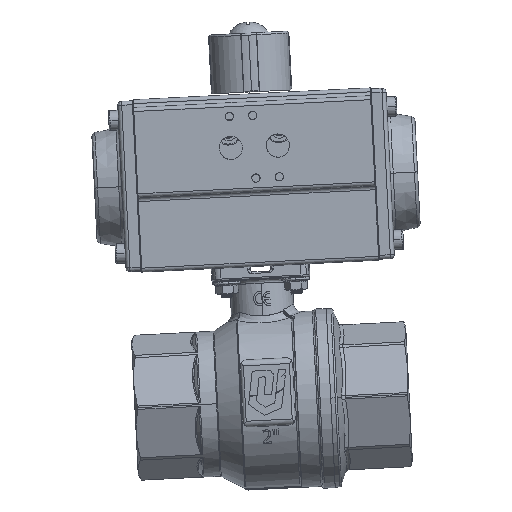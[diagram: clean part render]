
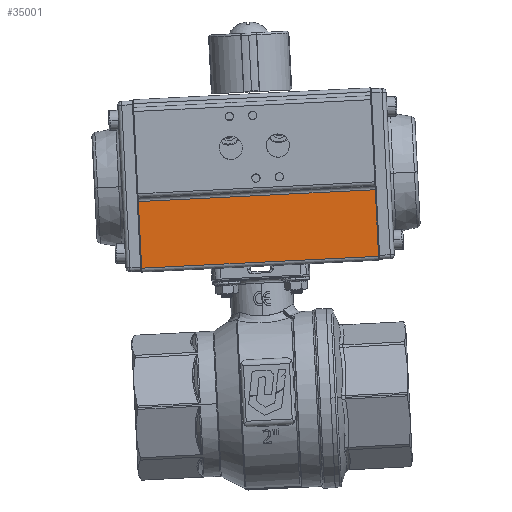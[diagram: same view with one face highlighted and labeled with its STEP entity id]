
A CAD part, front view. The second image highlights one B-rep face of the part: STEP entity #35001.
In plain terms, the highlighted planar face has unit normal (0, 1, 0).
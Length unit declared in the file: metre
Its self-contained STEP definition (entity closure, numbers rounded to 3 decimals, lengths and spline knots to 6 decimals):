
#879 = EDGE_CURVE ( 'NONE', #21998, #41604, #92604, .T. ) ;
#6323 = ORIENTED_EDGE ( 'NONE', *, *, #54682, .T. ) ;
#9404 = ORIENTED_EDGE ( 'NONE', *, *, #37148, .T. ) ;
#10943 = CARTESIAN_POINT ( 'NONE',  ( -0.084854, -0.060341, 0.229445 ) ) ;
#11883 = DIRECTION ( 'NONE',  ( -0.05, 0., 0.999 ) ) ;
#12381 = VECTOR ( 'NONE', #24353, 1. ) ;
#13546 = AXIS2_PLACEMENT_3D ( 'NONE', #10943, #25810, #11883 ) ;
#21998 = VERTEX_POINT ( 'NONE', #82871 ) ;
#22408 = VECTOR ( 'NONE', #53883, 1. ) ;
#24353 = DIRECTION ( 'NONE',  ( -0.05, 0., 0.999 ) ) ;
#24522 = CARTESIAN_POINT ( 'NONE',  ( -0.084854, -0.060341, 0.229445 ) ) ;
#25320 = CARTESIAN_POINT ( 'NONE',  ( -0.084854, -0.060341, 0.229445 ) ) ;
#25810 = DIRECTION ( 'NONE',  ( 0., 1., 0. ) ) ;
#32159 = EDGE_LOOP ( 'NONE', ( #54901, #33134, #6323, #9404 ) ) ;
#33134 = ORIENTED_EDGE ( 'NONE', *, *, #879, .T. ) ;
#35001 = ADVANCED_FACE ( 'NONE', ( #94620 ), #87889, .T. ) ;
#37148 = EDGE_CURVE ( 'NONE', #88857, #39894, #83332, .T. ) ;
#39894 = VERTEX_POINT ( 'NONE', #57574 ) ;
#40030 = VECTOR ( 'NONE', #49275, 1. ) ;
#40517 = CARTESIAN_POINT ( 'NONE',  ( -0.083154, -0.060341, 0.195487 ) ) ;
#41604 = VERTEX_POINT ( 'NONE', #46164 ) ;
#43442 = CARTESIAN_POINT ( 'NONE',  ( -0.083154, -0.060341, 0.195487 ) ) ;
#46164 = CARTESIAN_POINT ( 'NONE',  ( 0.037695, -0.060341, 0.201538 ) ) ;
#46200 = LINE ( 'NONE', #24522, #22408 ) ;
#48217 = VECTOR ( 'NONE', #49048, 1. ) ;
#49048 = DIRECTION ( 'NONE',  ( 0.05, 0., -0.999 ) ) ;
#49275 = DIRECTION ( 'NONE',  ( -0.999, 0., -0.05 ) ) ;
#53883 = DIRECTION ( 'NONE',  ( 0.999, 0., 0.05 ) ) ;
#54682 = EDGE_CURVE ( 'NONE', #41604, #88857, #85599, .T. ) ;
#54901 = ORIENTED_EDGE ( 'NONE', *, *, #59525, .T. ) ;
#57574 = CARTESIAN_POINT ( 'NONE',  ( -0.084854, -0.060341, 0.229445 ) ) ;
#59525 = EDGE_CURVE ( 'NONE', #39894, #21998, #46200, .T. ) ;
#64345 = CARTESIAN_POINT ( 'NONE',  ( 0.035995, -0.060341, 0.235495 ) ) ;
#82871 = CARTESIAN_POINT ( 'NONE',  ( 0.035995, -0.060341, 0.235495 ) ) ;
#83332 = LINE ( 'NONE', #25320, #12381 ) ;
#85599 = LINE ( 'NONE', #43442, #40030 ) ;
#87889 = PLANE ( 'NONE',  #13546 ) ;
#88857 = VERTEX_POINT ( 'NONE', #40517 ) ;
#92604 = LINE ( 'NONE', #64345, #48217 ) ;
#94620 = FACE_OUTER_BOUND ( 'NONE', #32159, .T. ) ;
